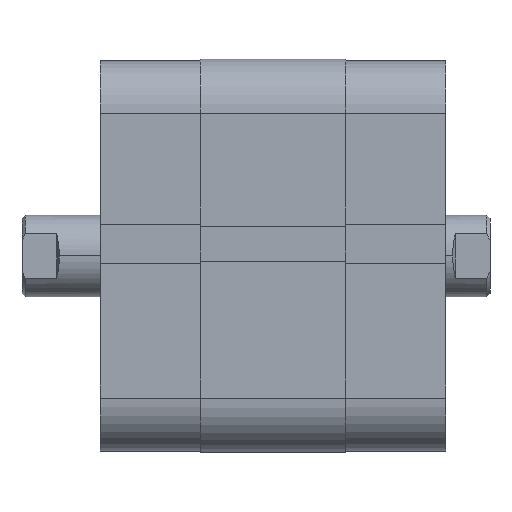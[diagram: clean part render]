
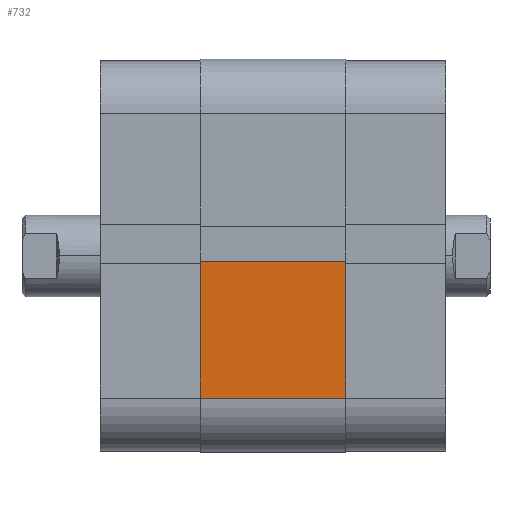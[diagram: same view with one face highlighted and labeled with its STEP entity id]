
A CAD part, top view. The second image highlights one B-rep face of the part: STEP entity #732.
In plain terms, the highlighted face is planar.
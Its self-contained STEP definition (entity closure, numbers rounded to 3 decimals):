
#732 = ADVANCED_FACE ( 'NONE', ( #2271 ), #1809, .T. ) ;
#1160 = VERTEX_POINT ( 'NONE', #5175 ) ;
#1346 = DIRECTION ( 'NONE',  ( 0., 1., 0. ) ) ;
#1754 = VERTEX_POINT ( 'NONE', #5301 ) ;
#1774 = CARTESIAN_POINT ( 'NONE',  ( 29., -63.941, 21.5 ) ) ;
#1786 = DIRECTION ( 'NONE',  ( 1., 0., 0. ) ) ;
#1809 = PLANE ( 'NONE',  #3633 ) ;
#1844 = VERTEX_POINT ( 'NONE', #5343 ) ;
#1858 = VERTEX_POINT ( 'NONE', #5351 ) ;
#2271 = FACE_OUTER_BOUND ( 'NONE', #3983, .T. ) ;
#2503 = ORIENTED_EDGE ( 'NONE', *, *, #3367, .F. ) ;
#2504 = ORIENTED_EDGE ( 'NONE', *, *, #3251, .F. ) ;
#2505 = ORIENTED_EDGE ( 'NONE', *, *, #3779, .T. ) ;
#2506 = ORIENTED_EDGE ( 'NONE', *, *, #3368, .T. ) ;
#3251 = EDGE_CURVE ( 'NONE', #1160, #1754, #6246, .T. ) ;
#3367 = EDGE_CURVE ( 'NONE', #1754, #1858, #6350, .T. ) ;
#3368 = EDGE_CURVE ( 'NONE', #1844, #1858, #6352, .T. ) ;
#3633 = AXIS2_PLACEMENT_3D ( 'NONE', #1774, #1786, #1346 ) ;
#3779 = EDGE_CURVE ( 'NONE', #1160, #1844, #6779, .T. ) ;
#3983 = EDGE_LOOP ( 'NONE', ( #2503, #2504, #2505, #2506 ) ) ;
#4426 = CARTESIAN_POINT ( 'NONE',  ( 29., -63.941, 21.5 ) ) ;
#4427 = DIRECTION ( 'NONE',  ( 0., -1., 0. ) ) ;
#5175 = CARTESIAN_POINT ( 'NONE',  ( 29., 21., 21.5 ) ) ;
#5301 = CARTESIAN_POINT ( 'NONE',  ( 29., 21., 0. ) ) ;
#5343 = CARTESIAN_POINT ( 'NONE',  ( 29., 0.85, 21.5 ) ) ;
#5351 = CARTESIAN_POINT ( 'NONE',  ( 29., 0.85, 0. ) ) ;
#5474 = CARTESIAN_POINT ( 'NONE',  ( 29., 21., 21.5 ) ) ;
#5483 = DIRECTION ( 'NONE',  ( 0., 0., -1. ) ) ;
#5642 = CARTESIAN_POINT ( 'NONE',  ( 29., -63.941, 0. ) ) ;
#5643 = DIRECTION ( 'NONE',  ( 0., -1., 0. ) ) ;
#5644 = CARTESIAN_POINT ( 'NONE',  ( 29., 0.85, 21.5 ) ) ;
#5645 = DIRECTION ( 'NONE',  ( 0., 0., -1. ) ) ;
#6243 = VECTOR ( 'NONE', #5483, 1000. ) ;
#6246 = LINE ( 'NONE', #5474, #6243 ) ;
#6350 = LINE ( 'NONE', #5642, #6351 ) ;
#6351 = VECTOR ( 'NONE', #5643, 1000. ) ;
#6352 = LINE ( 'NONE', #5644, #6353 ) ;
#6353 = VECTOR ( 'NONE', #5645, 1000. ) ;
#6779 = LINE ( 'NONE', #4426, #6780 ) ;
#6780 = VECTOR ( 'NONE', #4427, 1000. ) ;
